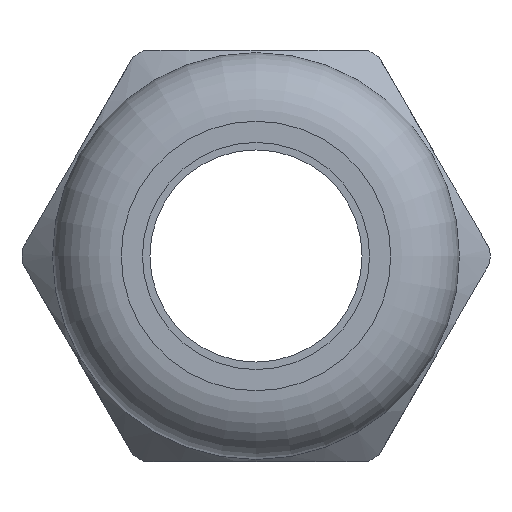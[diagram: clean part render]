
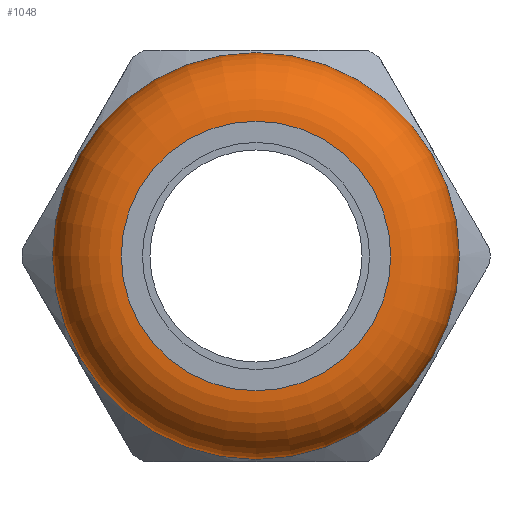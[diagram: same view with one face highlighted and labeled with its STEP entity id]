
A CAD part, left-side view. The second image highlights one B-rep face of the part: STEP entity #1048.
In plain terms, the highlighted toroidal (fillet/blend) face has major radius 10.8 mm and minor radius 5.5 mm.
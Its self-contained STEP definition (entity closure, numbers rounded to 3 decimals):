
#154 = ORIENTED_EDGE ( 'NONE', *, *, #1402, .T. ) ;
#166 = TOROIDAL_SURFACE ( 'NONE', #602, 10.8, 5.5 ) ;
#174 = DIRECTION ( 'NONE',  ( 1., 0., 0. ) ) ;
#296 = AXIS2_PLACEMENT_3D ( 'NONE', #1512, #518, #1308 ) ;
#298 = CARTESIAN_POINT ( 'NONE',  ( 0., 22., 0. ) ) ;
#332 = VERTEX_POINT ( 'NONE', #846 ) ;
#366 = DIRECTION ( 'NONE',  ( 1., 0., 0. ) ) ;
#478 = CARTESIAN_POINT ( 'NONE',  ( 0., 16.5, 0. ) ) ;
#488 = FACE_OUTER_BOUND ( 'NONE', #1393, .T. ) ;
#518 = DIRECTION ( 'NONE',  ( 0., -1., 0. ) ) ;
#519 = CIRCLE ( 'NONE', #296, 16.3 ) ;
#583 = EDGE_LOOP ( 'NONE', ( #1486 ) ) ;
#586 = DIRECTION ( 'NONE',  ( 0., -1., 0. ) ) ;
#602 = AXIS2_PLACEMENT_3D ( 'NONE', #478, #1005, #366 ) ;
#800 = CIRCLE ( 'NONE', #1156, 10.8 ) ;
#846 = CARTESIAN_POINT ( 'NONE',  ( 10.8, 22., 0. ) ) ;
#934 = EDGE_CURVE ( 'NONE', #1350, #1350, #519, .T. ) ;
#1005 = DIRECTION ( 'NONE',  ( 0., -1., 0. ) ) ;
#1048 = ADVANCED_FACE ( 'NONE', ( #1249, #488 ), #166, .T. ) ;
#1085 = CARTESIAN_POINT ( 'NONE',  ( 16.3, 16.5, 0. ) ) ;
#1156 = AXIS2_PLACEMENT_3D ( 'NONE', #298, #586, #174 ) ;
#1249 = FACE_OUTER_BOUND ( 'NONE', #583, .T. ) ;
#1308 = DIRECTION ( 'NONE',  ( 1., 0., 0. ) ) ;
#1350 = VERTEX_POINT ( 'NONE', #1085 ) ;
#1393 = EDGE_LOOP ( 'NONE', ( #154 ) ) ;
#1402 = EDGE_CURVE ( 'NONE', #332, #332, #800, .T. ) ;
#1486 = ORIENTED_EDGE ( 'NONE', *, *, #934, .F. ) ;
#1512 = CARTESIAN_POINT ( 'NONE',  ( 0., 16.5, 0. ) ) ;
